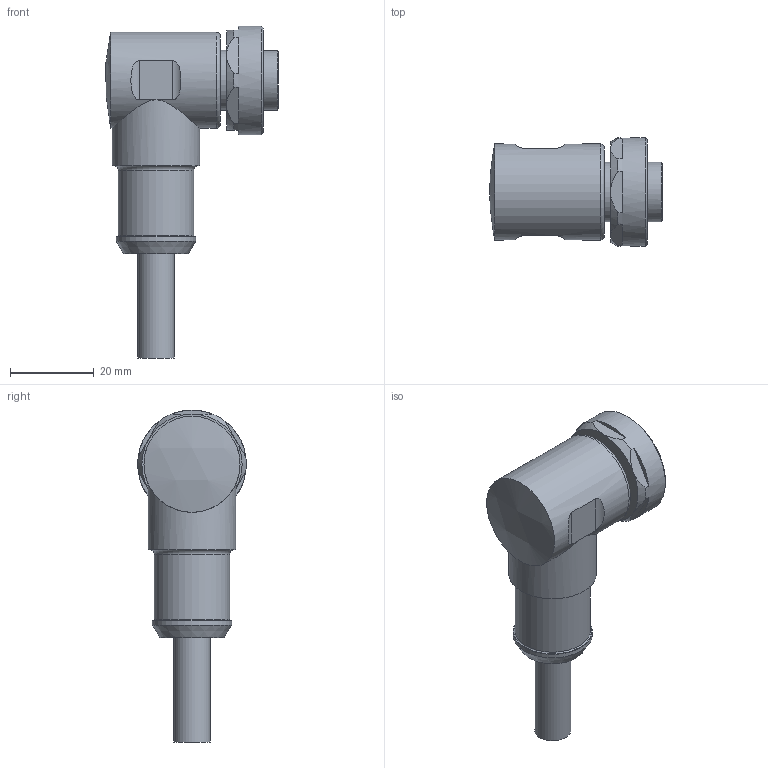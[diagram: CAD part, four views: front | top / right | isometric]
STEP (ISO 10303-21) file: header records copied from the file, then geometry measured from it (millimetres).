
FILE_DESCRIPTION(/* description */ ('STEP AP214'),/* implementation_level */ '2;1');
FILE_NAME(/* name */ '573855_NEBU-G78W5-K-2-N-LE5',/* time_stamp */ '2024-09-12T20:13:48+02:00',/* author */ ('License CC BY-ND 4.0'),/* organization */ ('CADENAS'),/* preprocessor_version */ 'ST-DEVELOPER v19.3',/* originating_system */ 'PARTsolutions',/* authorisation */ ' ');
FILE_SCHEMA (('AUTOMOTIVE_DESIGN {1 0 10303 214 3 1 1}'));
Length unit declared in the file: millimetre
Products named in the file (1): 573855 NEBU-G78W5-K-2-N-LE5
Bounding box: 41.35 x 26 x 79.5 mm (x, y, z)
Volume: 25643.2 mm3; surface area: 8037.1 mm2
Topology: 1 solids, 1 shells, 84 faces, 180 edges, 111 vertices
Faces by surface type: plane 33, cylinder 25, cone 20, torus 5, sphere 1
Full cylindrical faces by diameter (mm): 2 x5, 3.4 x5, 8.7 x1, 14.3 x1, 17.8 x1, 18 x1, 19 x1, 20.505 x1, 21 x1, 23 x1, 26 x1
Entity records: 2126 total; most frequent: CARTESIAN_POINT 459, DIRECTION 354, ORIENTED_EDGE 264, AXIS2_PLACEMENT_3D 157, FACE_BOUND 140, EDGE_LOOP 135, EDGE_CURVE 132, VERTEX_POINT 106
